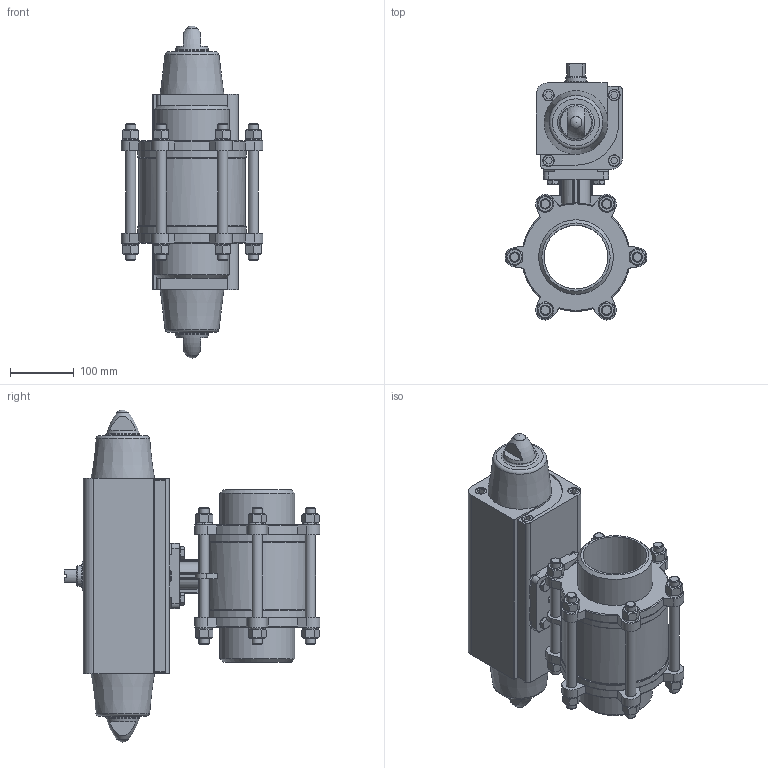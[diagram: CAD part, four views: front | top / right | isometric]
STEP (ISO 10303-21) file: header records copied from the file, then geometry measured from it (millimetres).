
FILE_DESCRIPTION(/* description */ ('STEP AP214'),/* implementation_level */ '2;1');
FILE_NAME(/* name */ '1774113_VZBA-4-WW-63-T-22-F10-V4V4T-PS240-R-90-4-C',/* time_stamp */ '2024-09-18T00:43:35+02:00',/* author */ ('License CC BY-ND 4.0'),/* organization */ ('CADENAS'),/* preprocessor_version */ 'ST-DEVELOPER v19.3',/* originating_system */ 'PARTsolutions',/* authorisation */ ' ');
FILE_SCHEMA (('AUTOMOTIVE_DESIGN {1 0 10303 214 3 1 1}'));
Length unit declared in the file: millimetre
Products named in the file (7): 1774113 VZBA-4"-WW-63-T-22-F10-V4V4T-PS240-R-90-4-C; 1686705 VZBA-4''-WW-63-T-22-F10-V4V4T; 690069 S 10 A2; Hexagon bolt DIN 933 - M10x25; 8082127 DARQ-R-A-S27-S22-27; 533454 DAPS-0240-090-RS4-F1012---(1); 533454 DAPS-0240-090-RS4-F1012---(2)
Assembly tree (11 placements, depth 2):
  1774113 VZBA-4"-WW-63-T-22-F10-V4V4T-PS240-R-90-4-C
    690069 S 10 A2  x4
    Hexagon bolt DIN 933 - M10x25  x4
    8082127 DARQ-R-A-S27-S22-27
    533454 DAPS-0240-090-RS4-F1012---(1)
    533454 DAPS-0240-090-RS4-F1012---(2)
  1686705 VZBA-4''-WW-63-T-22-F10-V4V4T
Bounding box: 222.4 x 401.23 x 520.5 mm (x, y, z)
Volume: 9630807.9 mm3; surface area: 694613.8 mm2
Topology: 12 solids, 12 shells, 758 faces, 1876 edges, 1206 vertices
Faces by surface type: plane 398, cylinder 185, cone 125, torus 48, sphere 2
Full cylindrical faces by diameter (mm): 4.134 x8, 4.917 x1, 8.376 x4, 10 x4, 10.106 x4, 10.5 x4, 11 x4, 11.445 x2, 14.63 x4, 16 x22, 17 x14, 18 x8, 29 x1, 32 x1, 37 x1, 46 x2, 54 x2, 100 x1, 117 x2, 167 x1, 170 x1
Entity records: 20059 total; most frequent: CARTESIAN_POINT 4555, DIRECTION 3110, ORIENTED_EDGE 2906, EDGE_CURVE 1453, AXIS2_PLACEMENT_3D 1178, VERTEX_POINT 1065, FACE_BOUND 1004, EDGE_LOOP 985
